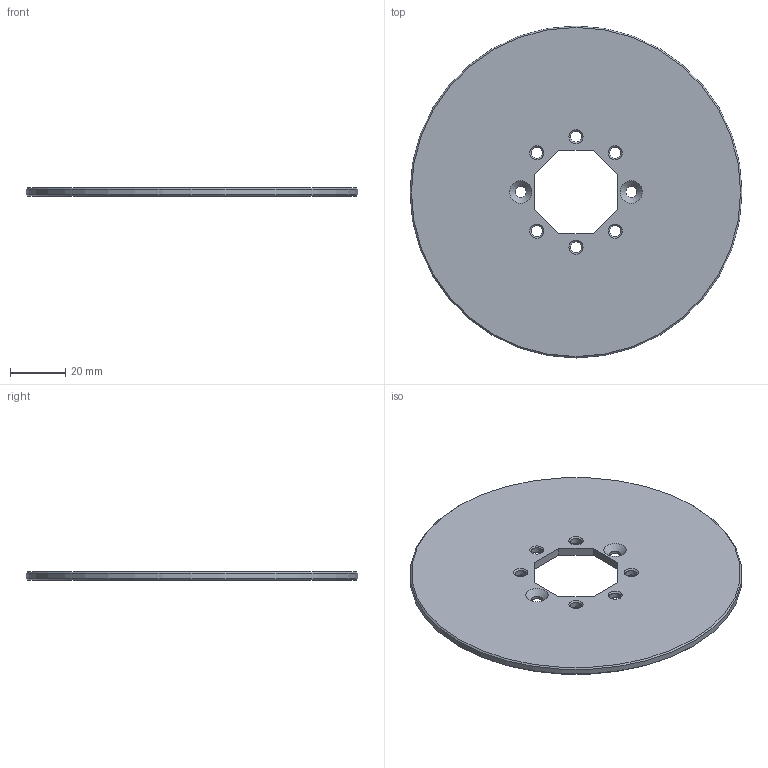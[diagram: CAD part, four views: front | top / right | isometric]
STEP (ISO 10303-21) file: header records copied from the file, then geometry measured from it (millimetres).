
FILE_DESCRIPTION(/* description */ (''),/* implementation_level */ '2;1');
FILE_NAME(/* name */ 'spool_side.stp',/* time_stamp */ '2024-06-29T23:11:55-07:00',/* author */ ('aaron'),/* organization */ (''),/* preprocessor_version */ 'ST-DEVELOPER v19.2',/* originating_system */ 'Autodesk Inventor 2023',/* authorisation */ '');
FILE_SCHEMA (('AUTOMOTIVE_DESIGN { 1 0 10303 214 3 1 1 }'));
Length unit declared in the file: millimetre
Products named in the file (1): spool_side
Bounding box: 120 x 120 x 3 mm (x, y, z)
Volume: 31162.5 mm3; surface area: 22354.8 mm2
Topology: 1 solids, 1 shells, 35 faces, 93 edges, 60 vertices
Faces by surface type: cone 16, plane 10, cylinder 9
Full cylindrical faces by diameter (mm): 4.1 x8, 120 x1
Entity records: 1224 total; most frequent: DIRECTION 209, CARTESIAN_POINT 189, ORIENTED_EDGE 186, EDGE_CURVE 93, AXIS2_PLACEMENT_3D 80, VERTEX_POINT 60, EDGE_LOOP 53, LINE 49
